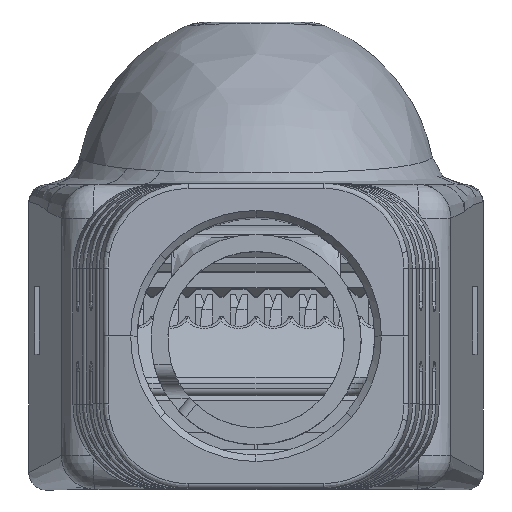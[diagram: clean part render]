
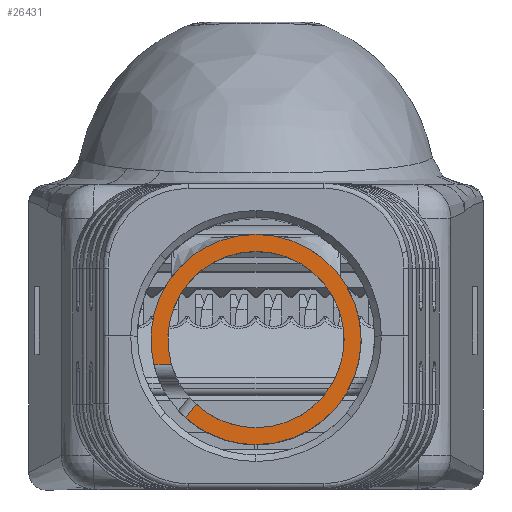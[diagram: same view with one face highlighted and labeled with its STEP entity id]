
A CAD part, top view. The second image highlights one B-rep face of the part: STEP entity #26431.
In plain terms, the highlighted planar face has unit normal (0, 0, 1).
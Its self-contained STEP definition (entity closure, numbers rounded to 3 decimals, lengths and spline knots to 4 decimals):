
#26159=AXIS2_PLACEMENT_3D('Circle Axis2P3D',#26157,#26158,$) ;
#26372=AXIS2_PLACEMENT_3D('Plane Axis2P3D',#26369,#26370,#26371) ;
#26376=AXIS2_PLACEMENT_3D('Circle Axis2P3D',#26374,#26375,$) ;
#26392=AXIS2_PLACEMENT_3D('Circle Axis2P3D',#26390,#26391,$) ;
#26399=AXIS2_PLACEMENT_3D('Circle Axis2P3D',#26397,#26398,$) ;
#26406=AXIS2_PLACEMENT_3D('Circle Axis2P3D',#26404,#26405,$) ;
#26418=AXIS2_PLACEMENT_3D('Circle Axis2P3D',#26416,#26417,$) ;
#26154=CARTESIAN_POINT('Vertex',(6.7,7.0204,25.3104)) ;
#26157=CARTESIAN_POINT('Axis2P3D Location',(6.7,4.4204,25.3104)) ;
#26161=CARTESIAN_POINT('Vertex',(4.2042,3.6917,25.3104)) ;
#26369=CARTESIAN_POINT('Axis2P3D Location',(6.7,4.4204,25.3104)) ;
#26374=CARTESIAN_POINT('Axis2P3D Location',(6.7,4.4204,25.3104)) ;
#26378=CARTESIAN_POINT('Vertex',(4.9387,2.5079,25.3104)) ;
#26380=CARTESIAN_POINT('Vertex',(6.7,1.8204,25.3104)) ;
#26383=CARTESIAN_POINT('Line Origine',(4.78,2.3143,25.3104)) ;
#26387=CARTESIAN_POINT('Vertex',(4.6212,2.1208,25.3104)) ;
#26390=CARTESIAN_POINT('Axis2P3D Location',(6.7,4.4204,25.3104)) ;
#26394=CARTESIAN_POINT('Vertex',(6.7,1.3204,25.3104)) ;
#26397=CARTESIAN_POINT('Axis2P3D Location',(6.7,4.4204,25.3104)) ;
#26401=CARTESIAN_POINT('Vertex',(6.7,7.5204,25.3104)) ;
#26404=CARTESIAN_POINT('Axis2P3D Location',(6.7,4.4204,25.3104)) ;
#26408=CARTESIAN_POINT('Vertex',(3.6869,3.6917,25.3104)) ;
#26411=CARTESIAN_POINT('Line Origine',(3.9455,3.6917,25.3104)) ;
#26416=CARTESIAN_POINT('Axis2P3D Location',(6.7,4.4204,25.3104)) ;
#26158=DIRECTION('Axis2P3D Direction',(0.,0.,-1.)) ;
#26370=DIRECTION('Axis2P3D Direction',(0.,0.,1.)) ;
#26371=DIRECTION('Axis2P3D XDirection',(0.,-1.,0.)) ;
#26375=DIRECTION('Axis2P3D Direction',(0.,0.,1.)) ;
#26384=DIRECTION('Vector Direction',(-0.634,-0.773,0.)) ;
#26391=DIRECTION('Axis2P3D Direction',(0.,0.,1.)) ;
#26398=DIRECTION('Axis2P3D Direction',(0.,0.,1.)) ;
#26405=DIRECTION('Axis2P3D Direction',(0.,0.,1.)) ;
#26412=DIRECTION('Vector Direction',(1.,0.,0.)) ;
#26417=DIRECTION('Axis2P3D Direction',(0.,0.,1.)) ;
#26385=VECTOR('Line Direction',#26384,1.) ;
#26413=VECTOR('Line Direction',#26412,1.) ;
#26422=ORIENTED_EDGE('',*,*,#26382,.F.) ;
#26423=ORIENTED_EDGE('',*,*,#26389,.T.) ;
#26424=ORIENTED_EDGE('',*,*,#26396,.T.) ;
#26425=ORIENTED_EDGE('',*,*,#26403,.T.) ;
#26426=ORIENTED_EDGE('',*,*,#26410,.T.) ;
#26427=ORIENTED_EDGE('',*,*,#26415,.T.) ;
#26428=ORIENTED_EDGE('',*,*,#26163,.F.) ;
#26429=ORIENTED_EDGE('',*,*,#26420,.F.) ;
#26431=ADVANCED_FACE('Hauptk\X2\00F6\X0\rper',(#26430),#26373,.T.) ;
#26160=CIRCLE('generated circle',#26159,2.6) ;
#26377=CIRCLE('generated circle',#26376,2.6) ;
#26393=CIRCLE('generated circle',#26392,3.1) ;
#26400=CIRCLE('generated circle',#26399,3.1) ;
#26407=CIRCLE('generated circle',#26406,3.1) ;
#26419=CIRCLE('generated circle',#26418,2.6) ;
#26163=EDGE_CURVE('',#26155,#26162,#26160,.F.) ;
#26382=EDGE_CURVE('',#26379,#26381,#26377,.T.) ;
#26389=EDGE_CURVE('',#26379,#26388,#26386,.T.) ;
#26396=EDGE_CURVE('',#26388,#26395,#26393,.T.) ;
#26403=EDGE_CURVE('',#26395,#26402,#26400,.T.) ;
#26410=EDGE_CURVE('',#26402,#26409,#26407,.T.) ;
#26415=EDGE_CURVE('',#26409,#26162,#26414,.T.) ;
#26420=EDGE_CURVE('',#26381,#26155,#26419,.T.) ;
#26421=EDGE_LOOP('',(#26422,#26423,#26424,#26425,#26426,#26427,#26428,#26429)) ;
#26430=FACE_OUTER_BOUND('',#26421,.T.) ;
#26386=LINE('Line',#26383,#26385) ;
#26414=LINE('Line',#26411,#26413) ;
#26373=PLANE('',#26372) ;
#26155=VERTEX_POINT('',#26154) ;
#26162=VERTEX_POINT('',#26161) ;
#26379=VERTEX_POINT('',#26378) ;
#26381=VERTEX_POINT('',#26380) ;
#26388=VERTEX_POINT('',#26387) ;
#26395=VERTEX_POINT('',#26394) ;
#26402=VERTEX_POINT('',#26401) ;
#26409=VERTEX_POINT('',#26408) ;
